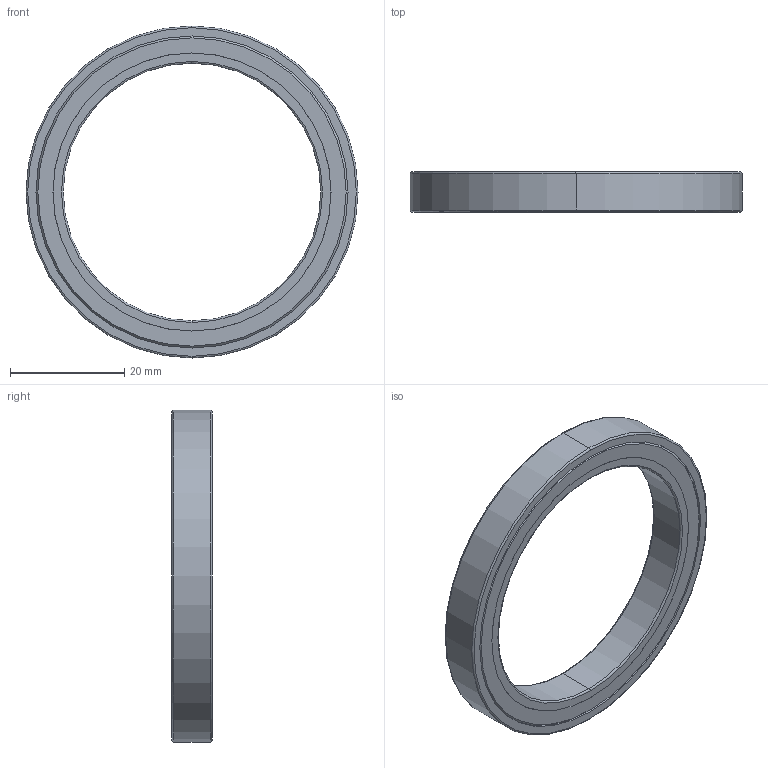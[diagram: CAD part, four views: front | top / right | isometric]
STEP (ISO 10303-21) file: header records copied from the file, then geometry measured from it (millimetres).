
FILE_DESCRIPTION(('starvars output'),'2;1');
FILE_NAME('cv20260225012422000010319.stp','01:24:23 2026/02/25',('TraceParts Stv3.2.6.48'),('Copyright 2026 TraceParts S.A.S. All rights reserved. www.traceparts.com'),'Spatial InterOp 3D',' ',' ');
FILE_SCHEMA(('AP242_MANAGED_MODEL_BASED_3D_ENGINEERING_MIM_LF {1 0 10303 442 2 1 4}'));
Length unit declared in the file: millimetre
Products named in the file (1): 1
Bounding box: 58 x 7 x 58 mm (x, y, z)
Volume: 6006.4 mm3; surface area: 10074.3 mm2
Topology: 41 solids, 41 shells, 290 faces, 890 edges, 534 vertices
Faces by surface type: torus 168, sphere 78, cylinder 28, plane 12, cone 4
Entity records: 12244 total; most frequent: DIRECTION 2098, CARTESIAN_POINT 1599, ORIENTED_EDGE 1468, AXIS2_PLACEMENT_3D 1033, EDGE_CURVE 734, CIRCLE 702, VERTEX_POINT 534, STYLED_ITEM 331
